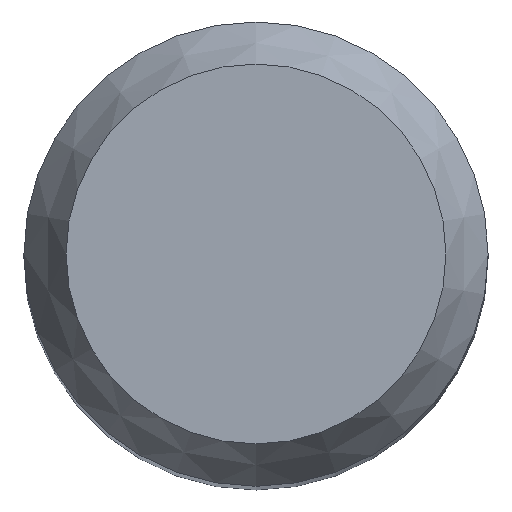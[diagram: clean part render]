
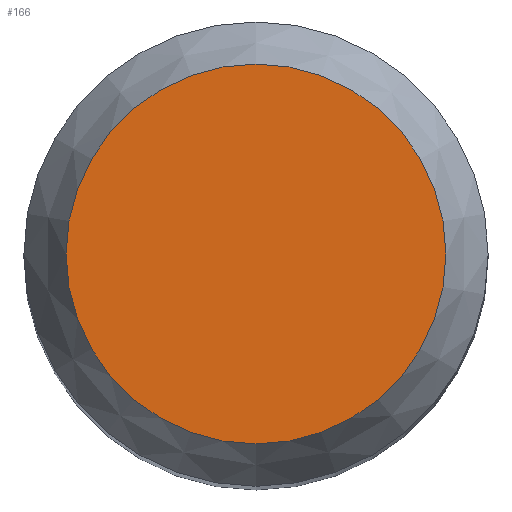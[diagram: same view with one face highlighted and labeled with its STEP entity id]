
A CAD part, top view. The second image highlights one B-rep face of the part: STEP entity #166.
In plain terms, the highlighted planar face has unit normal (0, 0, 1).
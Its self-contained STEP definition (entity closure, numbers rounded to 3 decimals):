
#121=PLANE('',#778);
#138=FACE_OUTER_BOUND('',#308,.T.);
#166=ADVANCED_FACE('',(#138),#121,.T.);
#308=EDGE_LOOP('',(#404));
#404=ORIENTED_EDGE('',*,*,#579,.T.);
#514=VERTEX_POINT('',#1175);
#579=EDGE_CURVE('',#514,#514,#640,.T.);
#640=CIRCLE('',#777,4.908);
#777=AXIS2_PLACEMENT_3D('',#1174,#915,#916);
#778=AXIS2_PLACEMENT_3D('',#1176,#917,#918);
#915=DIRECTION('',(0.,0.,1.));
#916=DIRECTION('',(0.,-1.,0.));
#917=DIRECTION('',(0.,0.,1.));
#918=DIRECTION('',(0.,-1.,0.));
#1174=CARTESIAN_POINT('',(0.,0.,0.));
#1175=CARTESIAN_POINT('',(0.,-4.908,0.));
#1176=CARTESIAN_POINT('',(0.,0.,0.));
